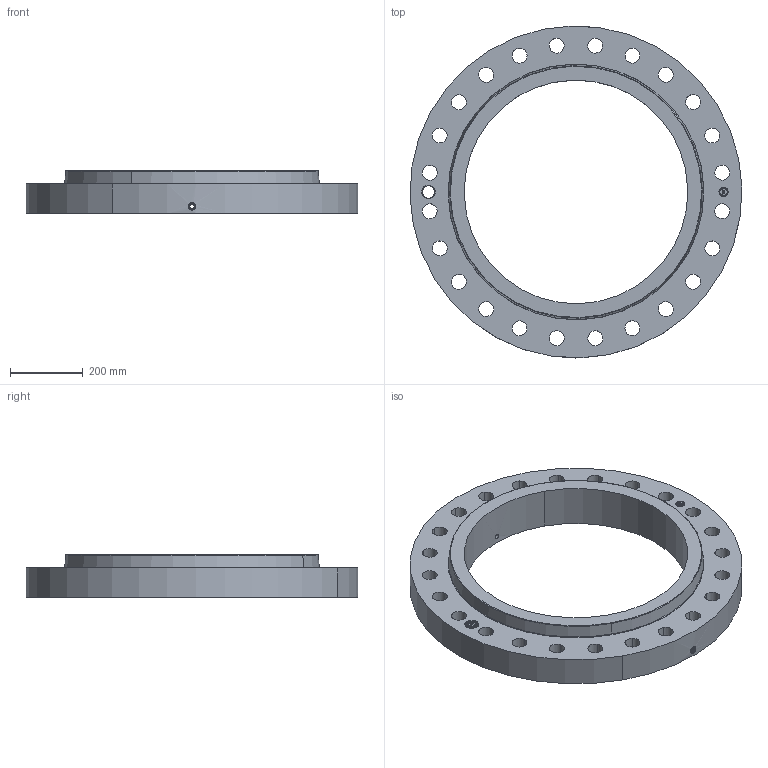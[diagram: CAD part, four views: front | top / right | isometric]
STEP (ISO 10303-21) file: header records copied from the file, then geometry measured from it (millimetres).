
FILE_DESCRIPTION(('3D STEP'),'2;1');
FILE_NAME('24-300-RTJ-SLIP-ON-ORIF-FLANGE.stp','2013-10-20T18:50:59+00:00',('Texas Flange'),(''),'CATIA Version 5 Release 20 SP 6 (IN-10)','CATIA V5 STEP AP214','800-826-3801');
FILE_SCHEMA(('AUTOMOTIVE_DESIGN { 1 0 10303 214 1 1 1 1 }'));
Length unit declared in the file: inch
Products named in the file (1): 24-300-RTJ-SLIP-ON-ORIF-FLANGE
Bounding box: 914.15 x 914.4 x 117.55 mm (x, y, z)
Volume: 29158438.6 mm3; surface area: 1491755.8 mm2
Topology: 1 solids, 1 shells, 831 faces, 2258 edges, 1449 vertices
Faces by surface type: plane 370, bspline 269, cylinder 130, cone 50, torus 8, revolution 4
Entity records: 35268 total; most frequent: CARTESIAN_POINT 14775, ORIENTED_EDGE 4516, EDGE_CURVE 2258, DIRECTION 2213, VERTEX_POINT 1449, VECTOR 1219, LINE 1219, EDGE_LOOP 907
